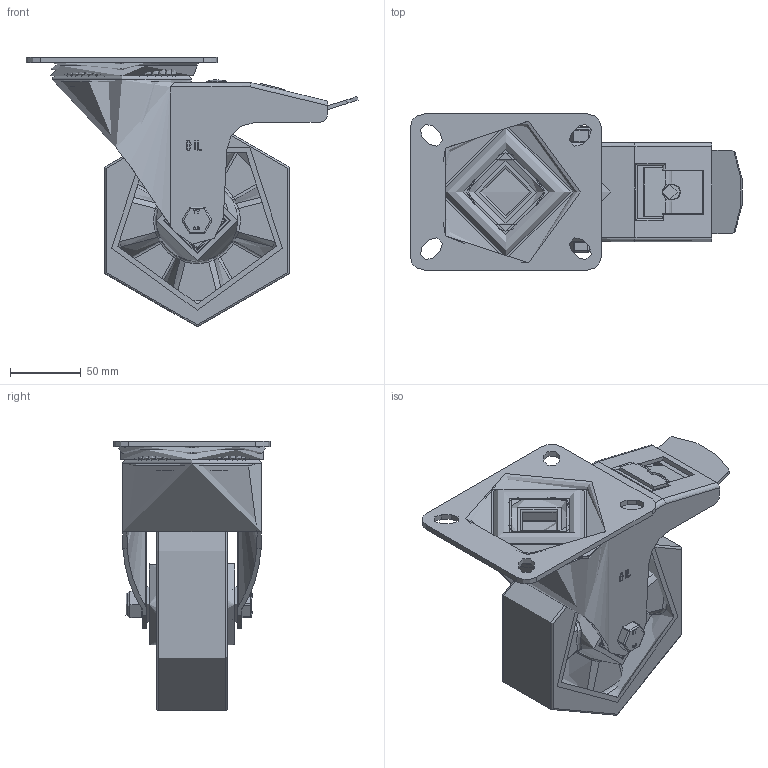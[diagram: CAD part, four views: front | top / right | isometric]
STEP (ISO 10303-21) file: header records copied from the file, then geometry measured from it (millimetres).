
FILE_DESCRIPTION(/* description */ ('','CAx-IF Rec.Pracs.---Representation and Presentation of Product Manufacturing Information (PMI)---4.0---2014-10-13'),/* implementation_level */ '2;1');
FILE_NAME(/* name */ 'BZMM150PABJSWB.step',/* time_stamp */ '2025-01-02T12:31:59Z',/* author */ (''),/* organization */ (''),/* preprocessor_version */ 'ST-DEVELOPER v20',/* originating_system */ 'Autodesk Translation Framework v13.20.0.188',/* authorisation */ '');
FILE_SCHEMA (('AP242_MANAGED_MODEL_BASED_3D_ENGINEERING_MIM_LF { 1 0 10303 442 1 1 4 }'));
Length unit declared in the file: millimetre
Products named in the file (37): BZMM150PABJSWB; BZMM150ASSWB - 64 v1; ZINC PLATED, PRESSED STEEL TOP PLATE; ZINC PLATED, PRESSED STEEL TOP PLATE Geometry; BALL BEARINGS; Component1; BEARING SEAL; ZINC PLATED, PRESSED STEEL BRAKE PEDAL; ZINC PLATED, PRESSED STEEL FORKS; BRAKE PAD; BRAKE PAD Geometry; BOLT; NUT; BRAKE BOLT; BZH150WPABJM20WT v1; POLYURETHANE TYRE; ALUMINIUM RIM; BEARING6204ZZ; BALL BEARINGS (1); BEARING6204ZZ (1); BALL BEARINGS (1) (1); Component3; INNER; OUTER; MIDDLE; METAL; BEARING SPACER; TH20X2X12 v1; ZINC PLATED HEADED SPACER; TH20X2X12 v1 (1); ZINC PLATED HEADED SPACER (1); HEXBOLTM12X80Z8.8 v2; GRADE 8.8 ZINC PLATED BOLT; NYLOCM12Z v1; NYLOC NUT; NUT (1); RUBBER
Assembly tree (94 placements, depth 5):
  BZMM150PABJSWB
    BZMM150ASSWB - 64 v1
      ZINC PLATED, PRESSED STEEL TOP PLATE
        ZINC PLATED, PRESSED STEEL TOP PLATE Geometry
        BALL BEARINGS
          Component1  x40
      BEARING SEAL
      ZINC PLATED, PRESSED STEEL BRAKE PEDAL
      ZINC PLATED, PRESSED STEEL FORKS
      BRAKE PAD
        BRAKE PAD Geometry
        BOLT
        NUT
        BRAKE BOLT
    BZH150WPABJM20WT v1
      POLYURETHANE TYRE
      ALUMINIUM RIM
      BEARING6204ZZ
        INNER
        OUTER
        BALL BEARINGS (1)
          Component3  x8
        MIDDLE
        METAL
      BEARING6204ZZ (1)
        BALL BEARINGS (1) (1)
          Component3  x8
        INNER
        OUTER
        MIDDLE
        METAL
      BEARING SPACER
    TH20X2X12 v1
      ZINC PLATED HEADED SPACER
    TH20X2X12 v1 (1)
      ZINC PLATED HEADED SPACER (1)
    HEXBOLTM12X80Z8.8 v2
      GRADE 8.8 ZINC PLATED BOLT
    NYLOCM12Z v1
      NYLOC NUT
        NUT (1)
        RUBBER
Bounding box: 233.89 x 110 x 190 mm (x, y, z)
Volume: 705843.8 mm3; surface area: 327382 mm2
Topology: 82 solids, 82 shells, 1014 faces, 2424 edges, 1552 vertices
Faces by surface type: plane 379, cylinder 249, bspline 163, sphere 139, torus 70, cone 14
Full cylindrical faces by diameter (mm): 8 x4, 9.836 x18, 11 x2, 11.834 x18, 12 x3, 12.2 x4, 14 x3, 18 x1, 18.5 x1, 19.8 x2, 20 x3, 24 x1, 25 x2, 27 x2, 28.5 x8, 29.5 x4, 30.5 x4, 33.75 x1, 39.75 x2, 40.5 x8, 41.5 x4, 42 x10, 44 x1, 47 x4, 50 x1, 57 x2, 78 x1, 92 x1, 98 x1, 117.5 x2
Entity records: 63044 total; most frequent: CARTESIAN_POINT 43028, ORIENTED_EDGE 3914, DIRECTION 3891, EDGE_CURVE 1957, AXIS2_PLACEMENT_3D 1590, VERTEX_POINT 1244, EDGE_LOOP 981, FACE_OUTER_BOUND 834
